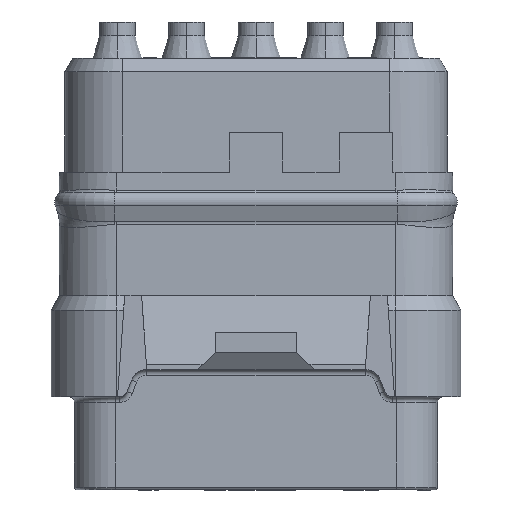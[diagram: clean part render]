
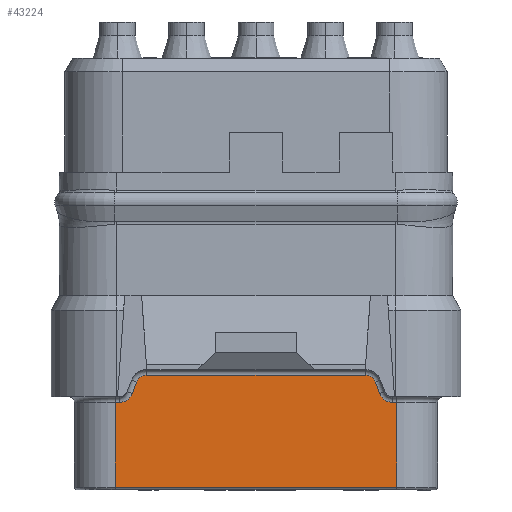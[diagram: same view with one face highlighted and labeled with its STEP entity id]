
A CAD part, front view. The second image highlights one B-rep face of the part: STEP entity #43224.
In plain terms, the highlighted planar face has unit normal (0, -1, 0).
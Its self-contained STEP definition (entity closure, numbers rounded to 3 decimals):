
#2919=DIRECTION('',(-1.,0.,0.));
#2920=VECTOR('',#2919,0.15);
#2921=CARTESIAN_POINT('',(5.15,-5.775,-8.43));
#2922=LINE('',#2921,#2920);
#2923=DIRECTION('',(0.,0.,-1.));
#2924=VECTOR('',#2923,3.11);
#2925=CARTESIAN_POINT('',(5.15,-5.775,-8.43));
#2926=LINE('',#2925,#2924);
#2927=DIRECTION('',(-1.,0.,0.));
#2928=VECTOR('',#2927,0.15);
#2929=CARTESIAN_POINT('',(-5.,-5.775,-8.43));
#2930=LINE('',#2929,#2928);
#2931=CARTESIAN_POINT('',(-5.,-5.775,-7.93));
#2932=DIRECTION('',(0.,1.,0.));
#2933=DIRECTION('',(0.935,0.,-0.354));
#2934=AXIS2_PLACEMENT_3D('',#2931,#2932,#2933);
#2936=DIRECTION('',(-0.354,0.,-0.935));
#2937=VECTOR('',#2936,0.447);
#2938=CARTESIAN_POINT('',(-4.374,-5.775,-7.689));
#2939=LINE('',#2938,#2937);
#2940=CARTESIAN_POINT('',(-4.,-5.775,-7.83));
#2941=DIRECTION('',(0.,-1.,0.));
#2942=DIRECTION('',(0.,0.,1.));
#2943=AXIS2_PLACEMENT_3D('',#2940,#2941,#2942);
#2945=DIRECTION('',(-1.,0.,0.));
#2946=VECTOR('',#2945,8.);
#2947=CARTESIAN_POINT('',(4.,-5.775,-7.43));
#2948=LINE('',#2947,#2946);
#2949=CARTESIAN_POINT('',(4.,-5.775,-7.83));
#2950=DIRECTION('',(0.,-1.,0.));
#2951=DIRECTION('',(0.935,0.,0.354));
#2952=AXIS2_PLACEMENT_3D('',#2949,#2950,#2951);
#2954=DIRECTION('',(-0.354,0.,0.935));
#2955=VECTOR('',#2954,0.447);
#2956=CARTESIAN_POINT('',(4.532,-5.775,-8.107));
#2957=LINE('',#2956,#2955);
#2958=CARTESIAN_POINT('',(5.,-5.775,-7.93));
#2959=DIRECTION('',(0.,1.,0.));
#2960=DIRECTION('',(0.,0.,-1.));
#2961=AXIS2_PLACEMENT_3D('',#2958,#2959,#2960);
#3055=DIRECTION('',(0.,0.,-1.));
#3056=VECTOR('',#3055,3.11);
#3057=CARTESIAN_POINT('',(-5.15,-5.775,-8.43));
#3058=LINE('',#3057,#3056);
#4702=DIRECTION('',(-1.,0.,0.));
#4703=VECTOR('',#4702,10.3);
#4704=CARTESIAN_POINT('',(5.15,-5.775,-11.54));
#4705=LINE('',#4704,#4703);
#30468=CARTESIAN_POINT('',(5.15,-5.775,-11.54));
#30469=VERTEX_POINT('',#30468);
#30470=CARTESIAN_POINT('',(-5.15,-5.775,-11.54));
#30471=VERTEX_POINT('',#30470);
#33548=CARTESIAN_POINT('',(5.15,-5.775,-8.43));
#33549=CARTESIAN_POINT('',(5.,-5.775,-8.43));
#33550=VERTEX_POINT('',#33548);
#33551=VERTEX_POINT('',#33549);
#33554=CARTESIAN_POINT('',(4.532,-5.775,-8.107));
#33555=VERTEX_POINT('',#33554);
#33558=CARTESIAN_POINT('',(4.374,-5.775,-7.689));
#33559=VERTEX_POINT('',#33558);
#33560=CARTESIAN_POINT('',(4.,-5.775,-7.43));
#33561=VERTEX_POINT('',#33560);
#33562=CARTESIAN_POINT('',(-4.,-5.775,-7.43));
#33563=VERTEX_POINT('',#33562);
#33564=CARTESIAN_POINT('',(-4.374,-5.775,-7.689));
#33565=VERTEX_POINT('',#33564);
#33570=CARTESIAN_POINT('',(-4.532,-5.775,-8.107));
#33571=VERTEX_POINT('',#33570);
#33574=CARTESIAN_POINT('',(-5.,-5.775,-8.43));
#33575=VERTEX_POINT('',#33574);
#33578=CARTESIAN_POINT('',(-5.15,-5.775,-8.43));
#33579=VERTEX_POINT('',#33578);
#43202=CARTESIAN_POINT('',(5.15,-5.775,-8.23));
#43203=DIRECTION('',(0.,-1.,0.));
#43204=DIRECTION('',(-1.,0.,0.));
#43205=AXIS2_PLACEMENT_3D('',#43202,#43203,#43204);
#43206=PLANE('',#43205);
#43207=ORIENTED_EDGE('',*,*,#42809,.F.);
#43209=ORIENTED_EDGE('',*,*,#43208,.T.);
#43211=ORIENTED_EDGE('',*,*,#43210,.T.);
#43213=ORIENTED_EDGE('',*,*,#43212,.F.);
#43214=ORIENTED_EDGE('',*,*,#43109,.F.);
#43215=ORIENTED_EDGE('',*,*,#43124,.F.);
#43216=ORIENTED_EDGE('',*,*,#43196,.F.);
#43217=ORIENTED_EDGE('',*,*,#42697,.F.);
#43218=ORIENTED_EDGE('',*,*,#42712,.F.);
#43219=ORIENTED_EDGE('',*,*,#42727,.F.);
#43220=ORIENTED_EDGE('',*,*,#42768,.F.);
#43221=ORIENTED_EDGE('',*,*,#42783,.F.);
#43222=EDGE_LOOP('',(#43207,#43209,#43211,#43213,#43214,#43215,#43216,#43217,
#43218,#43219,#43220,#43221));
#43223=FACE_OUTER_BOUND('',#43222,.F.);
#43224=ADVANCED_FACE('',(#43223),#43206,.T.);
#2935=CIRCLE('',#2934,0.5);
#2944=CIRCLE('',#2943,0.4);
#2953=CIRCLE('',#2952,0.4);
#2962=CIRCLE('',#2961,0.5);
#42697=EDGE_CURVE('',#33563,#33565,#2944,.T.);
#42712=EDGE_CURVE('',#33561,#33563,#2948,.T.);
#42727=EDGE_CURVE('',#33559,#33561,#2953,.T.);
#42768=EDGE_CURVE('',#33555,#33559,#2957,.T.);
#42783=EDGE_CURVE('',#33551,#33555,#2962,.T.);
#42809=EDGE_CURVE('',#33550,#33551,#2922,.T.);
#43109=EDGE_CURVE('',#33575,#33579,#2930,.T.);
#43124=EDGE_CURVE('',#33571,#33575,#2935,.T.);
#43196=EDGE_CURVE('',#33565,#33571,#2939,.T.);
#43208=EDGE_CURVE('',#33550,#30469,#2926,.T.);
#43210=EDGE_CURVE('',#30469,#30471,#4705,.T.);
#43212=EDGE_CURVE('',#33579,#30471,#3058,.T.);
